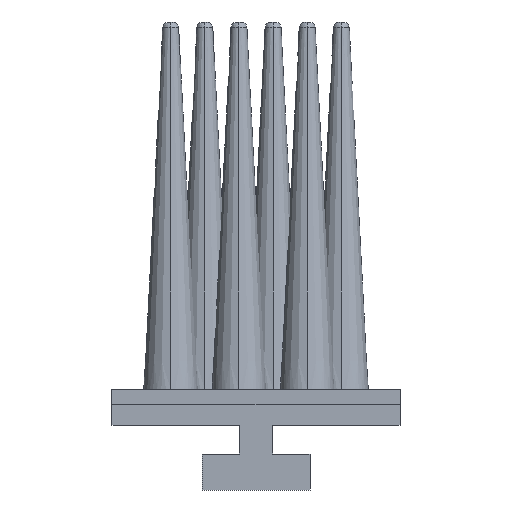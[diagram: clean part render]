
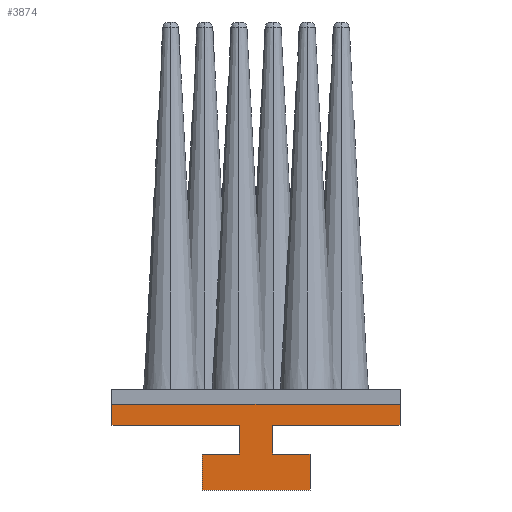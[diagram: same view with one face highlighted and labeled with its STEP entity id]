
A CAD part, front view. The second image highlights one B-rep face of the part: STEP entity #3874.
In plain terms, the highlighted planar face has unit normal (0, -1, 0).
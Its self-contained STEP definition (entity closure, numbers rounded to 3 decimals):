
#3572=CARTESIAN_POINT('Vertex',(25.4,-330.2,3.683)) ;
#3575=CARTESIAN_POINT('Line Origine',(25.4,-330.2,1.842)) ;
#3579=CARTESIAN_POINT('Vertex',(25.4,-330.2,0.)) ;
#3603=CARTESIAN_POINT('Line Origine',(14.161,-330.2,0.)) ;
#3607=CARTESIAN_POINT('Vertex',(2.921,-330.2,0.)) ;
#3627=CARTESIAN_POINT('Line Origine',(2.921,-330.2,-2.54)) ;
#3631=CARTESIAN_POINT('Vertex',(2.921,-330.2,-5.08)) ;
#3651=CARTESIAN_POINT('Line Origine',(6.223,-330.2,-5.08)) ;
#3655=CARTESIAN_POINT('Vertex',(9.525,-330.2,-5.08)) ;
#3675=CARTESIAN_POINT('Line Origine',(9.525,-330.2,-8.255)) ;
#3679=CARTESIAN_POINT('Vertex',(9.525,-330.2,-11.43)) ;
#3719=CARTESIAN_POINT('Vertex',(-9.525,-330.2,-11.43)) ;
#3722=CARTESIAN_POINT('Line Origine',(-9.525,-330.2,-8.255)) ;
#3726=CARTESIAN_POINT('Vertex',(-9.525,-330.2,-5.08)) ;
#3743=CARTESIAN_POINT('Line Origine',(-6.223,-330.2,-5.08)) ;
#3747=CARTESIAN_POINT('Vertex',(-2.921,-330.2,-5.08)) ;
#3767=CARTESIAN_POINT('Line Origine',(-2.921,-330.2,-2.54)) ;
#3771=CARTESIAN_POINT('Vertex',(-2.921,-330.2,0.)) ;
#3786=CARTESIAN_POINT('Line Origine',(-14.161,-330.2,0.)) ;
#3790=CARTESIAN_POINT('Vertex',(-25.4,-330.2,0.)) ;
#3815=CARTESIAN_POINT('Line Origine',(-25.4,-330.2,1.842)) ;
#3819=CARTESIAN_POINT('Vertex',(-25.4,-330.2,3.683)) ;
#3845=CARTESIAN_POINT('Axis2P3D Location',(0.,-330.2,0.)) ;
#3850=CARTESIAN_POINT('Line Origine',(0.,-330.2,3.683)) ;
#3855=CARTESIAN_POINT('Line Origine',(0.,-330.2,-11.43)) ;
#3576=DIRECTION('Vector Direction',(0.,0.,1.)) ;
#3604=DIRECTION('Vector Direction',(1.,0.,0.)) ;
#3628=DIRECTION('Vector Direction',(0.,0.,1.)) ;
#3652=DIRECTION('Vector Direction',(-1.,0.,0.)) ;
#3676=DIRECTION('Vector Direction',(0.,0.,1.)) ;
#3723=DIRECTION('Vector Direction',(0.,0.,-1.)) ;
#3744=DIRECTION('Vector Direction',(-1.,0.,0.)) ;
#3768=DIRECTION('Vector Direction',(0.,0.,-1.)) ;
#3787=DIRECTION('Vector Direction',(1.,0.,0.)) ;
#3816=DIRECTION('Vector Direction',(0.,0.,-1.)) ;
#3846=DIRECTION('Axis2P3D Direction',(0.,1.,0.)) ;
#3847=DIRECTION('Axis2P3D XDirection',(0.,0.,1.)) ;
#3851=DIRECTION('Vector Direction',(-1.,0.,0.)) ;
#3856=DIRECTION('Vector Direction',(1.,0.,0.)) ;
#3848=AXIS2_PLACEMENT_3D('Plane Axis2P3D',#3845,#3846,#3847) ;
#3861=ORIENTED_EDGE('',*,*,#3854,.T.) ;
#3862=ORIENTED_EDGE('',*,*,#3821,.F.) ;
#3863=ORIENTED_EDGE('',*,*,#3792,.F.) ;
#3864=ORIENTED_EDGE('',*,*,#3773,.F.) ;
#3865=ORIENTED_EDGE('',*,*,#3749,.F.) ;
#3866=ORIENTED_EDGE('',*,*,#3728,.F.) ;
#3867=ORIENTED_EDGE('',*,*,#3859,.F.) ;
#3868=ORIENTED_EDGE('',*,*,#3681,.F.) ;
#3869=ORIENTED_EDGE('',*,*,#3657,.F.) ;
#3870=ORIENTED_EDGE('',*,*,#3633,.F.) ;
#3871=ORIENTED_EDGE('',*,*,#3609,.F.) ;
#3872=ORIENTED_EDGE('',*,*,#3581,.F.) ;
#3577=VECTOR('Line Direction',#3576,1.) ;
#3605=VECTOR('Line Direction',#3604,1.) ;
#3629=VECTOR('Line Direction',#3628,1.) ;
#3653=VECTOR('Line Direction',#3652,1.) ;
#3677=VECTOR('Line Direction',#3676,1.) ;
#3724=VECTOR('Line Direction',#3723,1.) ;
#3745=VECTOR('Line Direction',#3744,1.) ;
#3769=VECTOR('Line Direction',#3768,1.) ;
#3788=VECTOR('Line Direction',#3787,1.) ;
#3817=VECTOR('Line Direction',#3816,1.) ;
#3852=VECTOR('Line Direction',#3851,1.) ;
#3857=VECTOR('Line Direction',#3856,1.) ;
#3874=ADVANCED_FACE('MASTER MODEL',(#3873),#3849,.F.) ;
#3581=EDGE_CURVE('',#3573,#3580,#3578,.F.) ;
#3609=EDGE_CURVE('',#3580,#3608,#3606,.F.) ;
#3633=EDGE_CURVE('',#3608,#3632,#3630,.F.) ;
#3657=EDGE_CURVE('',#3632,#3656,#3654,.F.) ;
#3681=EDGE_CURVE('',#3656,#3680,#3678,.F.) ;
#3728=EDGE_CURVE('',#3720,#3727,#3725,.F.) ;
#3749=EDGE_CURVE('',#3727,#3748,#3746,.F.) ;
#3773=EDGE_CURVE('',#3748,#3772,#3770,.F.) ;
#3792=EDGE_CURVE('',#3772,#3791,#3789,.F.) ;
#3821=EDGE_CURVE('',#3791,#3820,#3818,.F.) ;
#3854=EDGE_CURVE('',#3573,#3820,#3853,.T.) ;
#3859=EDGE_CURVE('',#3680,#3720,#3858,.F.) ;
#3860=EDGE_LOOP('',(#3861,#3862,#3863,#3864,#3865,#3866,#3867,#3868,#3869,#3870,#3871,#3872)) ;
#3873=FACE_OUTER_BOUND('',#3860,.T.) ;
#3578=LINE('Line',#3575,#3577) ;
#3606=LINE('Line',#3603,#3605) ;
#3630=LINE('Line',#3627,#3629) ;
#3654=LINE('Line',#3651,#3653) ;
#3678=LINE('Line',#3675,#3677) ;
#3725=LINE('Line',#3722,#3724) ;
#3746=LINE('Line',#3743,#3745) ;
#3770=LINE('Line',#3767,#3769) ;
#3789=LINE('Line',#3786,#3788) ;
#3818=LINE('Line',#3815,#3817) ;
#3853=LINE('Line',#3850,#3852) ;
#3858=LINE('Line',#3855,#3857) ;
#3849=PLANE('',#3848) ;
#3573=VERTEX_POINT('',#3572) ;
#3580=VERTEX_POINT('',#3579) ;
#3608=VERTEX_POINT('',#3607) ;
#3632=VERTEX_POINT('',#3631) ;
#3656=VERTEX_POINT('',#3655) ;
#3680=VERTEX_POINT('',#3679) ;
#3720=VERTEX_POINT('',#3719) ;
#3727=VERTEX_POINT('',#3726) ;
#3748=VERTEX_POINT('',#3747) ;
#3772=VERTEX_POINT('',#3771) ;
#3791=VERTEX_POINT('',#3790) ;
#3820=VERTEX_POINT('',#3819) ;
